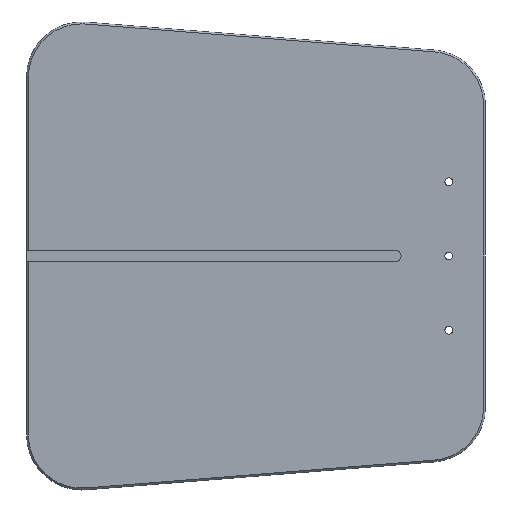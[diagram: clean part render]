
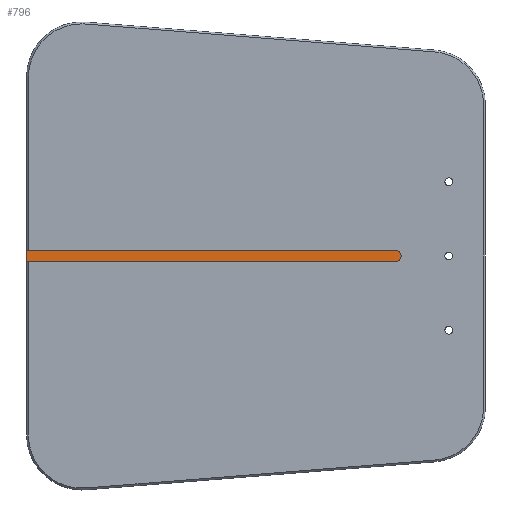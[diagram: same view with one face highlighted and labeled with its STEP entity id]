
A CAD part, front view. The second image highlights one B-rep face of the part: STEP entity #796.
In plain terms, the highlighted planar face has unit normal (0, -1, 0).
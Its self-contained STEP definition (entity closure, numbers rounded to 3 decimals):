
#45 = FACE_OUTER_BOUND ( 'NONE', #154, .T. ) ;
#110 = LINE ( 'NONE', #861, #388 ) ;
#154 = EDGE_LOOP ( 'NONE', ( #166, #468, #472, #223 ) ) ;
#166 = ORIENTED_EDGE ( 'NONE', *, *, #600, .F. ) ;
#174 = VERTEX_POINT ( 'NONE', #939 ) ;
#223 = ORIENTED_EDGE ( 'NONE', *, *, #573, .T. ) ;
#285 = LINE ( 'NONE', #1005, #341 ) ;
#321 = VERTEX_POINT ( 'NONE', #857 ) ;
#328 = LINE ( 'NONE', #948, #542 ) ;
#341 = VECTOR ( 'NONE', #867, 1000. ) ;
#388 = VECTOR ( 'NONE', #869, 1000. ) ;
#395 = VERTEX_POINT ( 'NONE', #901 ) ;
#468 = ORIENTED_EDGE ( 'NONE', *, *, #631, .T. ) ;
#472 = ORIENTED_EDGE ( 'NONE', *, *, #737, .T. ) ;
#499 = VERTEX_POINT ( 'NONE', #941 ) ;
#536 = CIRCLE ( 'NONE', #671, 3.1 ) ;
#542 = VECTOR ( 'NONE', #989, 1000. ) ;
#573 = EDGE_CURVE ( 'NONE', #395, #321, #110, .T. ) ;
#600 = EDGE_CURVE ( 'NONE', #174, #321, #328, .T. ) ;
#631 = EDGE_CURVE ( 'NONE', #174, #499, #285, .T. ) ;
#671 = AXIS2_PLACEMENT_3D ( 'NONE', #1200, #1265, #1270 ) ;
#737 = EDGE_CURVE ( 'NONE', #499, #395, #536, .T. ) ;
#758 = AXIS2_PLACEMENT_3D ( 'NONE', #1082, #1144, #1143 ) ;
#796 = ADVANCED_FACE ( 'NONE', ( #45 ), #1085, .F. ) ;
#857 = CARTESIAN_POINT ( 'NONE',  ( 0., 1., 3.1 ) ) ;
#861 = CARTESIAN_POINT ( 'NONE',  ( -19.378, 1., 3.1 ) ) ;
#867 = DIRECTION ( 'NONE',  ( 1., 0., 0. ) ) ;
#869 = DIRECTION ( 'NONE',  ( -1., 0., 0. ) ) ;
#901 = CARTESIAN_POINT ( 'NONE',  ( 201., 1., 3.1 ) ) ;
#939 = CARTESIAN_POINT ( 'NONE',  ( 0., 1., -3.1 ) ) ;
#941 = CARTESIAN_POINT ( 'NONE',  ( 201., 1., -3.1 ) ) ;
#948 = CARTESIAN_POINT ( 'NONE',  ( 0., 1., -130. ) ) ;
#989 = DIRECTION ( 'NONE',  ( 0., 0., 1. ) ) ;
#1005 = CARTESIAN_POINT ( 'NONE',  ( -19.378, 1., -3.1 ) ) ;
#1082 = CARTESIAN_POINT ( 'NONE',  ( 201., 1., 0. ) ) ;
#1085 = PLANE ( 'NONE',  #758 ) ;
#1143 = DIRECTION ( 'NONE',  ( 0., 0., 1. ) ) ;
#1144 = DIRECTION ( 'NONE',  ( 0., 1., 0. ) ) ;
#1200 = CARTESIAN_POINT ( 'NONE',  ( 201., 1., 0. ) ) ;
#1265 = DIRECTION ( 'NONE',  ( 0., -1., 0. ) ) ;
#1270 = DIRECTION ( 'NONE',  ( 0., 0., 1. ) ) ;
